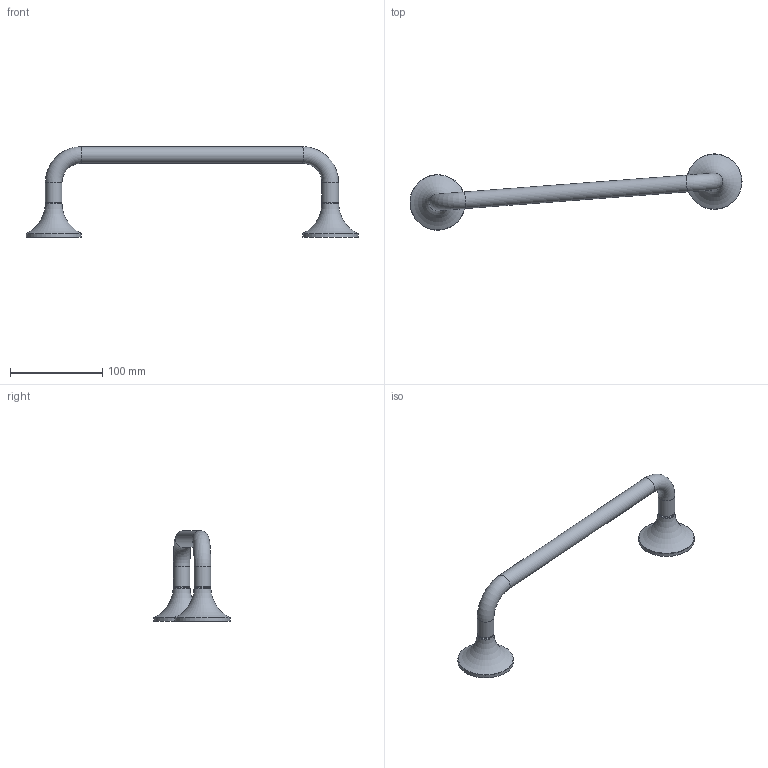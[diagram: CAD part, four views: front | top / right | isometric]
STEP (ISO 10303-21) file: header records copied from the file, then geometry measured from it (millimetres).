
FILE_DESCRIPTION (( 'STEP AP203' ), '1' );
FILE_NAME ('83030809-00.STEP', '2019-07-16T04:41:06', ( '' ), ( '' ), 'SwSTEP 2.0', 'SolidWorks 2017', '' );
FILE_SCHEMA (( 'CONFIG_CONTROL_DESIGN' ));
Length unit declared in the file: millimetre
Products named in the file (3): Planungsmodell_Rosette-+-08.27.80.500.90-01_K2_D60x37_D18; Planungsmodell_Rohr-+-08.28.25.561.90-01_K1_D18x300; 83030809-00
Assembly tree (3 placements, depth 2):
  83030809-00
    Planungsmodell_Rohr-+-08.28.25.561.90-01_K1_D18x300
    Planungsmodell_Rosette-+-08.27.80.500.90-01_K2_D60x37_D18  x2
Bounding box: 359.07 x 82.45 x 98 mm (x, y, z)
Volume: 172869.8 mm3; surface area: 38214.1 mm2
Topology: 3 solids, 3 shells, 23 faces, 40 edges, 25 vertices
Faces by surface type: plane 8, torus 8, cylinder 7
Full cylindrical faces by diameter (mm): 17.1 x2, 18 x3, 60 x2
Entity records: 661 total; most frequent: DIRECTION 76, CARTESIAN_POINT 53, AXIS2_PLACEMENT_3D 38, ORIENTED_EDGE 30, EDGE_LOOP 30, FACE_OUTER_BOUND 28, PERSON_AND_ORGANIZATION 27, COORDINATED_UNIVERSAL_TIME_OFFSET 21
